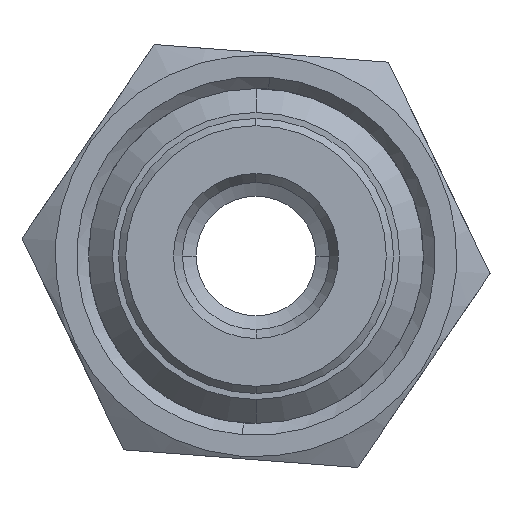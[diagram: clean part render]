
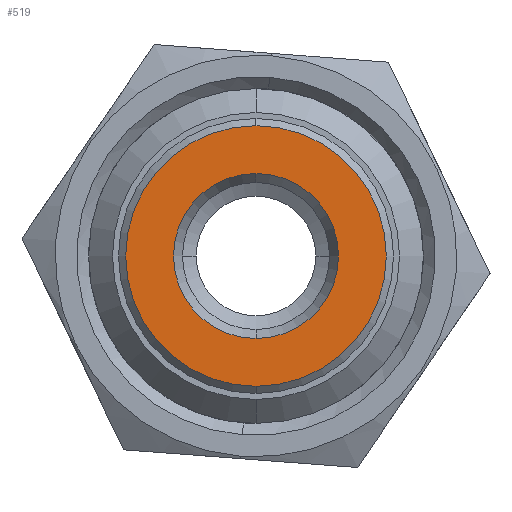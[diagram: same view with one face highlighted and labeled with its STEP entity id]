
A CAD part, front view. The second image highlights one B-rep face of the part: STEP entity #519.
In plain terms, the highlighted planar face has unit normal (0, -1, 0).
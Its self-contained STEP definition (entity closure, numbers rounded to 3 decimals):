
#133 = VERTEX_POINT ( 'NONE', #894 ) ;
#134 = VERTEX_POINT ( 'NONE', #890 ) ;
#136 = EDGE_CURVE ( 'NONE', #133, #134, #889, .T. ) ;
#161 = VERTEX_POINT ( 'NONE', #773 ) ;
#163 = EDGE_CURVE ( 'NONE', #164, #161, #772, .T. ) ;
#164 = VERTEX_POINT ( 'NONE', #767 ) ;
#519 = ADVANCED_FACE ( 'NONE', ( #1572, #1571 ), #1570, .T. ) ;
#520 = EDGE_LOOP ( 'NONE', ( #521, #522 ) ) ;
#521 = ORIENTED_EDGE ( 'NONE', *, *, #163, .T. ) ;
#522 = ORIENTED_EDGE ( 'NONE', *, *, #558, .T. ) ;
#523 = EDGE_LOOP ( 'NONE', ( #524, #525 ) ) ;
#524 = ORIENTED_EDGE ( 'NONE', *, *, #136, .F. ) ;
#525 = ORIENTED_EDGE ( 'NONE', *, *, #593, .F. ) ;
#558 = EDGE_CURVE ( 'NONE', #161, #164, #1515, .T. ) ;
#593 = EDGE_CURVE ( 'NONE', #134, #133, #1504, .T. ) ;
#767 = CARTESIAN_POINT ( 'NONE',  ( 0., -17.203, 3.45 ) ) ;
#768 = DIRECTION ( 'NONE',  ( 0., 0., -1. ) ) ;
#769 = DIRECTION ( 'NONE',  ( 0., 1., 0. ) ) ;
#770 = CARTESIAN_POINT ( 'NONE',  ( 0., -17.203, 0. ) ) ;
#771 = AXIS2_PLACEMENT_3D ( 'NONE', #770, #769, #768 ) ;
#772 = CIRCLE ( 'NONE', #771, 3.45 ) ;
#773 = CARTESIAN_POINT ( 'NONE',  ( 0., -17.203, -3.45 ) ) ;
#885 = DIRECTION ( 'NONE',  ( 0., 0., -1. ) ) ;
#886 = DIRECTION ( 'NONE',  ( 0., 1., 0. ) ) ;
#887 = CARTESIAN_POINT ( 'NONE',  ( 0., -17.203, 0. ) ) ;
#888 = AXIS2_PLACEMENT_3D ( 'NONE', #887, #886, #885 ) ;
#889 = CIRCLE ( 'NONE', #888, 5.45 ) ;
#890 = CARTESIAN_POINT ( 'NONE',  ( 0., -17.203, 5.45 ) ) ;
#894 = CARTESIAN_POINT ( 'NONE',  ( 0., -17.203, -5.45 ) ) ;
#1497 = DIRECTION ( 'NONE',  ( 0., 0., -1. ) ) ;
#1498 = DIRECTION ( 'NONE',  ( 0., 1., 0. ) ) ;
#1499 = CARTESIAN_POINT ( 'NONE',  ( 0., -17.203, 0. ) ) ;
#1500 = AXIS2_PLACEMENT_3D ( 'NONE', #1499, #1498, #1497 ) ;
#1504 = CIRCLE ( 'NONE', #1500, 5.45 ) ;
#1508 = DIRECTION ( 'NONE',  ( 0., 0., -1. ) ) ;
#1509 = DIRECTION ( 'NONE',  ( 0., 1., 0. ) ) ;
#1510 = CARTESIAN_POINT ( 'NONE',  ( 0., -17.203, 0. ) ) ;
#1511 = AXIS2_PLACEMENT_3D ( 'NONE', #1510, #1509, #1508 ) ;
#1515 = CIRCLE ( 'NONE', #1511, 3.45 ) ;
#1566 = DIRECTION ( 'NONE',  ( 0., 0., 1. ) ) ;
#1567 = DIRECTION ( 'NONE',  ( 0., -1., 0. ) ) ;
#1568 = CARTESIAN_POINT ( 'NONE',  ( -5.45, -17.203, 0. ) ) ;
#1569 = AXIS2_PLACEMENT_3D ( 'NONE', #1568, #1567, #1566 ) ;
#1570 = PLANE ( 'NONE',  #1569 ) ;
#1571 = FACE_OUTER_BOUND ( 'NONE', #523, .T. ) ;
#1572 = FACE_BOUND ( 'NONE', #520, .T. ) ;
